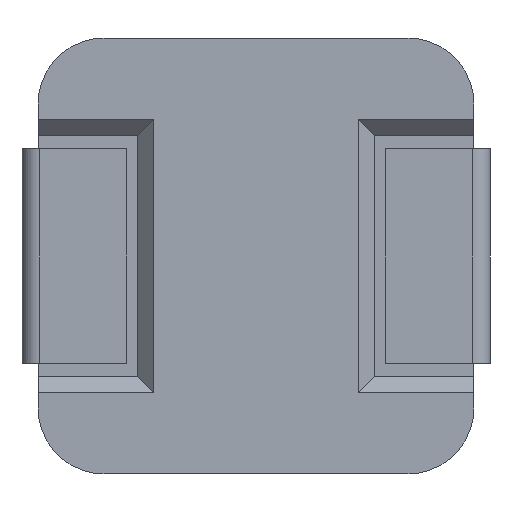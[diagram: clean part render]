
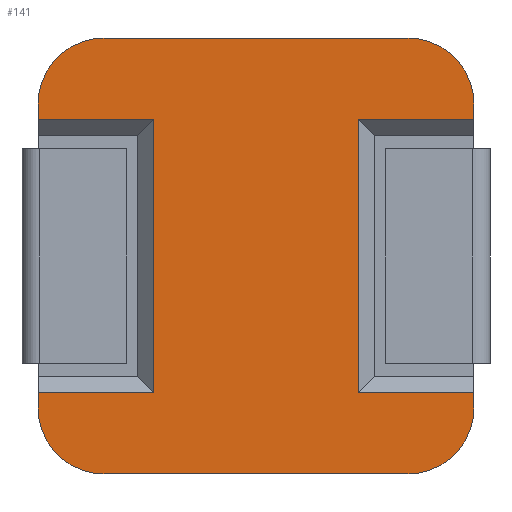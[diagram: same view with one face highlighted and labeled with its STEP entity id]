
A CAD part, front view. The second image highlights one B-rep face of the part: STEP entity #141.
In plain terms, the highlighted planar face has unit normal (0, -1, 0).
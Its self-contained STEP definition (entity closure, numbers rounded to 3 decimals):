
#141=ADVANCED_FACE('NONE',(#340),#341,.F.);
#340=FACE_OUTER_BOUND('',#594,.T.);
#341=PLANE('',#595);
#594=EDGE_LOOP('',(#1007,#1008,#1009,#1010,#1011,#1012,#1013,#1014,#1015,#1016,#1017,#1018,#1019,#1020,#1021,#1022));
#595=AXIS2_PLACEMENT_3D('',#1023,#1024,#1025);
#1007=ORIENTED_EDGE('',*,*,#1654,.F.);
#1008=ORIENTED_EDGE('',*,*,#1691,.T.);
#1009=ORIENTED_EDGE('',*,*,#1692,.T.);
#1010=ORIENTED_EDGE('',*,*,#1693,.T.);
#1011=ORIENTED_EDGE('',*,*,#1599,.F.);
#1012=ORIENTED_EDGE('',*,*,#1648,.F.);
#1013=ORIENTED_EDGE('',*,*,#1684,.F.);
#1014=ORIENTED_EDGE('',*,*,#1678,.F.);
#1015=ORIENTED_EDGE('',*,*,#1675,.F.);
#1016=ORIENTED_EDGE('',*,*,#1694,.T.);
#1017=ORIENTED_EDGE('',*,*,#1695,.T.);
#1018=ORIENTED_EDGE('',*,*,#1696,.T.);
#1019=ORIENTED_EDGE('',*,*,#1606,.F.);
#1020=ORIENTED_EDGE('',*,*,#1669,.F.);
#1021=ORIENTED_EDGE('',*,*,#1666,.F.);
#1022=ORIENTED_EDGE('',*,*,#1658,.F.);
#1023=CARTESIAN_POINT('',(1.657,2.428,8.036));
#1024=DIRECTION('',(-0.0,1.0,0.0));
#1025=DIRECTION('',(1.0,0.0,0.0));
#1599=EDGE_CURVE('NONE',#1922,#1924,#1925,.T.);
#1606=EDGE_CURVE('NONE',#1934,#1936,#1937,.T.);
#1648=EDGE_CURVE('NONE',#2012,#1922,#2013,.T.);
#1654=EDGE_CURVE('NONE',#2020,#2022,#2023,.T.);
#1658=EDGE_CURVE('NONE',#2022,#2028,#2029,.T.);
#1666=EDGE_CURVE('NONE',#2028,#2041,#2042,.T.);
#1669=EDGE_CURVE('NONE',#2041,#1934,#2045,.T.);
#1675=EDGE_CURVE('NONE',#2053,#2055,#2056,.T.);
#1678=EDGE_CURVE('NONE',#2055,#2059,#2060,.T.);
#1684=EDGE_CURVE('NONE',#2059,#2012,#2068,.T.);
#1691=EDGE_CURVE('NONE',#2020,#2078,#2079,.T.);
#1692=EDGE_CURVE('NONE',#2078,#2080,#2081,.T.);
#1693=EDGE_CURVE('NONE',#2080,#1924,#2082,.T.);
#1694=EDGE_CURVE('NONE',#2053,#2083,#2084,.T.);
#1695=EDGE_CURVE('NONE',#2083,#2085,#2086,.T.);
#1696=EDGE_CURVE('NONE',#2085,#1936,#2087,.T.);
#1922=VERTEX_POINT('NONE',#2389);
#1924=VERTEX_POINT('NONE',#2392);
#1925=LINE('',#2393,#2394);
#1934=VERTEX_POINT('NONE',#2407);
#1936=VERTEX_POINT('NONE',#2410);
#1937=LINE('',#2411,#2412);
#2012=VERTEX_POINT('NONE',#2523);
#2013=CIRCLE('',#2524,0.625);
#2020=VERTEX_POINT('NONE',#2534);
#2022=VERTEX_POINT('NONE',#2537);
#2023=LINE('',#2538,#2539);
#2028=VERTEX_POINT('NONE',#2546);
#2029=CIRCLE('',#2547,0.625);
#2041=VERTEX_POINT('NONE',#2564);
#2042=LINE('',#2565,#2566);
#2045=CIRCLE('',#2570,0.625);
#2053=VERTEX_POINT('NONE',#2581);
#2055=VERTEX_POINT('NONE',#2584);
#2056=LINE('',#2585,#2586);
#2059=VERTEX_POINT('NONE',#2590);
#2060=CIRCLE('',#2591,0.625);
#2068=LINE('',#2603,#2604);
#2078=VERTEX_POINT('NONE',#2617);
#2079=LINE('',#2618,#2619);
#2080=VERTEX_POINT('NONE',#2620);
#2081=LINE('',#2621,#2622);
#2082=LINE('',#2623,#2624);
#2083=VERTEX_POINT('NONE',#2625);
#2084=LINE('',#2626,#2627);
#2085=VERTEX_POINT('NONE',#2628);
#2086=LINE('',#2629,#2630);
#2087=LINE('',#2631,#2632);
#2389=CARTESIAN_POINT('',(2.281,2.428,8.036));
#2392=CARTESIAN_POINT('',(2.281,2.428,7.891));
#2393=CARTESIAN_POINT('',(2.281,2.428,8.036));
#2394=VECTOR('',#3009,1000.0);
#2407=CARTESIAN_POINT('',(-1.849,2.428,5.156));
#2410=CARTESIAN_POINT('',(-1.849,2.428,5.3));
#2411=CARTESIAN_POINT('',(-1.849,2.428,8.036));
#2412=VECTOR('',#3015,1000.0);
#2523=CARTESIAN_POINT('',(1.657,2.428,8.661));
#2524=AXIS2_PLACEMENT_3D('',#3064,#3065,#3066);
#2534=CARTESIAN_POINT('',(2.281,2.428,5.3));
#2537=CARTESIAN_POINT('',(2.281,2.428,5.156));
#2538=CARTESIAN_POINT('',(2.281,2.428,8.036));
#2539=VECTOR('',#3071,1000.0);
#2546=CARTESIAN_POINT('',(1.657,2.428,4.531));
#2547=AXIS2_PLACEMENT_3D('',#3074,#3075,#3076);
#2564=CARTESIAN_POINT('',(-1.224,2.428,4.531));
#2565=CARTESIAN_POINT('',(-1.224,2.428,4.531));
#2566=VECTOR('',#3085,1000.0);
#2570=AXIS2_PLACEMENT_3D('',#3087,#3088,#3089);
#2581=CARTESIAN_POINT('',(-1.849,2.428,7.891));
#2584=CARTESIAN_POINT('',(-1.849,2.428,8.036));
#2585=CARTESIAN_POINT('',(-1.849,2.428,8.036));
#2586=VECTOR('',#3094,1000.0);
#2590=CARTESIAN_POINT('',(-1.224,2.428,8.661));
#2591=AXIS2_PLACEMENT_3D('',#3096,#3097,#3098);
#2603=CARTESIAN_POINT('',(-1.224,2.428,8.661));
#2604=VECTOR('',#3103,1000.0);
#2617=CARTESIAN_POINT('',(1.189,2.428,5.3));
#2618=CARTESIAN_POINT('',(1.657,2.428,5.3));
#2619=VECTOR('',#3110,1000.0);
#2620=CARTESIAN_POINT('',(1.189,2.428,7.891));
#2621=CARTESIAN_POINT('',(1.189,2.428,8.036));
#2622=VECTOR('',#3111,1000.0);
#2623=CARTESIAN_POINT('',(1.657,2.428,7.891));
#2624=VECTOR('',#3112,1000.0);
#2625=CARTESIAN_POINT('',(-0.756,2.428,7.891));
#2626=CARTESIAN_POINT('',(1.657,2.428,7.891));
#2627=VECTOR('',#3113,1000.0);
#2628=CARTESIAN_POINT('',(-0.756,2.428,5.3));
#2629=CARTESIAN_POINT('',(-0.756,2.428,8.036));
#2630=VECTOR('',#3114,1000.0);
#2631=CARTESIAN_POINT('',(1.657,2.428,5.3));
#2632=VECTOR('',#3115,1000.0);
#3009=DIRECTION('',(0.0,0.0,-1.0));
#3015=DIRECTION('',(-0.0,-0.0,1.0));
#3064=CARTESIAN_POINT('',(1.657,2.428,8.036));
#3065=DIRECTION('',(0.0,1.0,0.0));
#3066=DIRECTION('',(0.0,0.0,1.0));
#3071=DIRECTION('',(0.0,0.0,-1.0));
#3074=CARTESIAN_POINT('',(1.657,2.428,5.156));
#3075=DIRECTION('',(0.0,1.0,0.0));
#3076=DIRECTION('',(0.0,0.0,-1.0));
#3085=DIRECTION('',(-1.0,-0.0,-0.0));
#3087=CARTESIAN_POINT('',(-1.224,2.428,5.156));
#3088=DIRECTION('',(0.0,1.0,0.0));
#3089=DIRECTION('',(0.0,0.0,-1.0));
#3094=DIRECTION('',(-0.0,-0.0,1.0));
#3096=CARTESIAN_POINT('',(-1.224,2.428,8.036));
#3097=DIRECTION('',(0.0,1.0,0.0));
#3098=DIRECTION('',(0.0,0.0,-1.0));
#3103=DIRECTION('',(1.0,0.0,0.0));
#3110=DIRECTION('',(-1.0,0.0,0.0));
#3111=DIRECTION('',(0.0,0.0,1.0));
#3112=DIRECTION('',(1.0,0.0,0.));
#3113=DIRECTION('',(1.0,0.0,0.));
#3114=DIRECTION('',(0.0,0.0,-1.0));
#3115=DIRECTION('',(-1.0,0.0,0.0));
